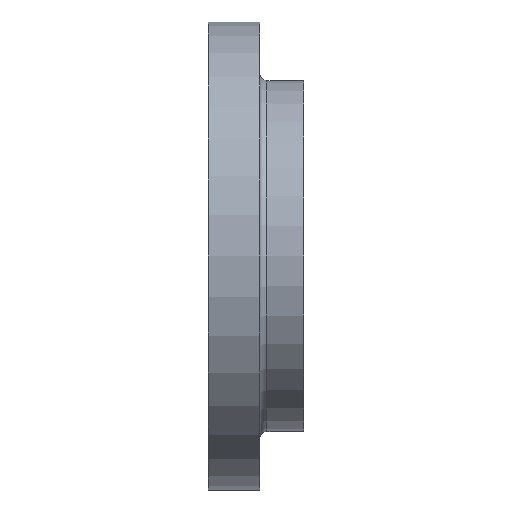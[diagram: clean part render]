
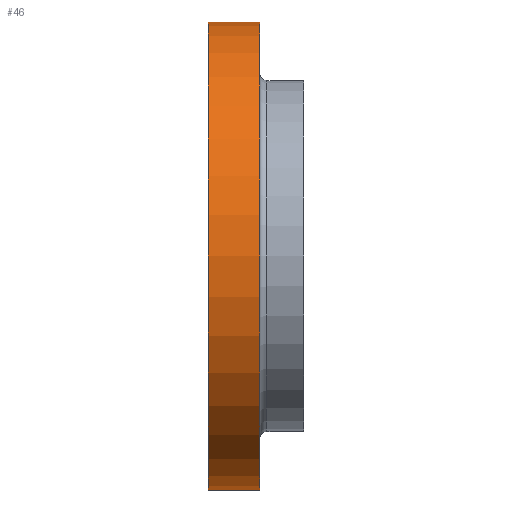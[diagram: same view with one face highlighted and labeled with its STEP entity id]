
A CAD part, front view. The second image highlights one B-rep face of the part: STEP entity #46.
In plain terms, the highlighted cylindrical face has radius 406.4 mm (diameter 812.8 mm), a partial arc.
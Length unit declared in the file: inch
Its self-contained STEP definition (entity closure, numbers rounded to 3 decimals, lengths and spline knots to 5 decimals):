
#46 = ADVANCED_FACE ( 'NONE', ( #134 ), #771, .T. ) ;
#125 = AXIS2_PLACEMENT_3D ( 'NONE', #290, #971, #1419 ) ;
#130 = VECTOR ( 'NONE', #1314, 39.37008 ) ;
#134 = FACE_OUTER_BOUND ( 'NONE', #1784, .T. ) ;
#290 = CARTESIAN_POINT ( 'NONE',  ( -1.95014, 0., 0. ) ) ;
#319 = CARTESIAN_POINT ( 'NONE',  ( 1.54986, 0., 16. ) ) ;
#398 = AXIS2_PLACEMENT_3D ( 'NONE', #457, #1993, #1982 ) ;
#428 = CARTESIAN_POINT ( 'NONE',  ( 0., 0., -16. ) ) ;
#457 = CARTESIAN_POINT ( 'NONE',  ( 1.54986, 0., 0. ) ) ;
#771 = CYLINDRICAL_SURFACE ( 'NONE', #1451, 16. ) ;
#798 = EDGE_CURVE ( 'NONE', #2155, #1487, #1194, .T. ) ;
#827 = DIRECTION ( 'NONE',  ( -1., 0., 0. ) ) ;
#971 = DIRECTION ( 'NONE',  ( -1., 0., 0. ) ) ;
#974 = CARTESIAN_POINT ( 'NONE',  ( -1.95014, 0., -16. ) ) ;
#1072 = ORIENTED_EDGE ( 'NONE', *, *, #1722, .T. ) ;
#1083 = CIRCLE ( 'NONE', #125, 16. ) ;
#1111 = VERTEX_POINT ( 'NONE', #1118 ) ;
#1118 = CARTESIAN_POINT ( 'NONE',  ( -1.95014, 0., 16. ) ) ;
#1194 = CIRCLE ( 'NONE', #398, 16. ) ;
#1256 = ORIENTED_EDGE ( 'NONE', *, *, #798, .T. ) ;
#1293 = EDGE_CURVE ( 'NONE', #1527, #1111, #1083, .T. ) ;
#1314 = DIRECTION ( 'NONE',  ( -1., 0., 0. ) ) ;
#1419 = DIRECTION ( 'NONE',  ( 0., 0., 1. ) ) ;
#1438 = DIRECTION ( 'NONE',  ( 0., 0., 1. ) ) ;
#1451 = AXIS2_PLACEMENT_3D ( 'NONE', #1626, #827, #1438 ) ;
#1487 = VERTEX_POINT ( 'NONE', #319 ) ;
#1527 = VERTEX_POINT ( 'NONE', #974 ) ;
#1585 = CARTESIAN_POINT ( 'NONE',  ( 1.54986, 0., -16. ) ) ;
#1603 = VECTOR ( 'NONE', #2035, 39.37008 ) ;
#1626 = CARTESIAN_POINT ( 'NONE',  ( 0., 0., 0. ) ) ;
#1669 = LINE ( 'NONE', #2180, #1603 ) ;
#1689 = ORIENTED_EDGE ( 'NONE', *, *, #1293, .F. ) ;
#1722 = EDGE_CURVE ( 'NONE', #1487, #1111, #1669, .T. ) ;
#1784 = EDGE_LOOP ( 'NONE', ( #1952, #1256, #1072, #1689 ) ) ;
#1952 = ORIENTED_EDGE ( 'NONE', *, *, #2041, .F. ) ;
#1982 = DIRECTION ( 'NONE',  ( 0., 0., 1. ) ) ;
#1993 = DIRECTION ( 'NONE',  ( -1., 0., 0. ) ) ;
#2035 = DIRECTION ( 'NONE',  ( -1., 0., 0. ) ) ;
#2041 = EDGE_CURVE ( 'NONE', #2155, #1527, #2127, .T. ) ;
#2127 = LINE ( 'NONE', #428, #130 ) ;
#2155 = VERTEX_POINT ( 'NONE', #1585 ) ;
#2180 = CARTESIAN_POINT ( 'NONE',  ( 0., 0., 16. ) ) ;
